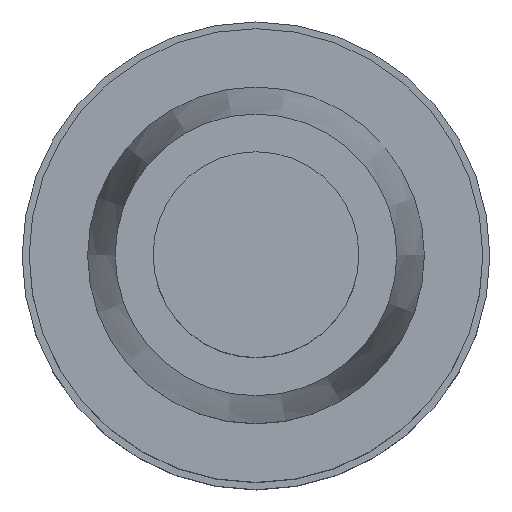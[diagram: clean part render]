
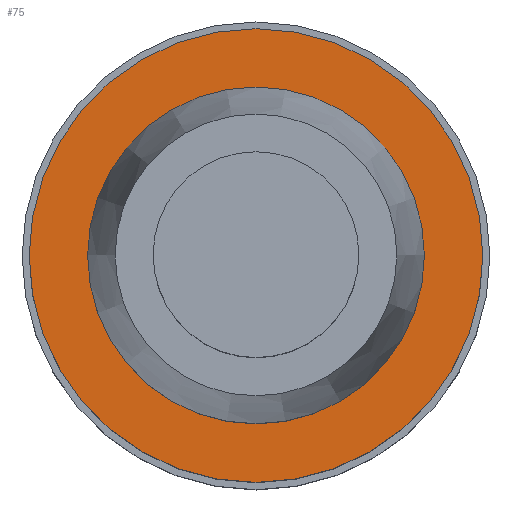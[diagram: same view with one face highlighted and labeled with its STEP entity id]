
A CAD part, top view. The second image highlights one B-rep face of the part: STEP entity #75.
In plain terms, the highlighted planar face has unit normal (0, 0, 1).
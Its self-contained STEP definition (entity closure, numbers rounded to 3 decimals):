
#60=FACE_BOUND('',#97,.T.);
#61=FACE_BOUND('',#98,.T.);
#75=ADVANCED_FACE('',(#60,#61),#83,.T.);
#83=PLANE('',#199);
#97=EDGE_LOOP('',(#115));
#98=EDGE_LOOP('',(#116));
#115=ORIENTED_EDGE('',*,*,#138,.F.);
#116=ORIENTED_EDGE('',*,*,#139,.T.);
#129=VERTEX_POINT('',#285);
#130=VERTEX_POINT('',#289);
#138=EDGE_CURVE('',#129,#129,#147,.T.);
#139=EDGE_CURVE('',#130,#130,#148,.T.);
#147=CIRCLE('',#195,4.85);
#148=CIRCLE('',#198,3.6);
#195=AXIS2_PLACEMENT_3D('',#284,#229,#230);
#198=AXIS2_PLACEMENT_3D('',#288,#235,#236);
#199=AXIS2_PLACEMENT_3D('',#290,#237,#238);
#229=DIRECTION('',(0.,0.,-1.));
#230=DIRECTION('',(-1.,0.,0.));
#235=DIRECTION('',(0.,0.,-1.));
#236=DIRECTION('',(-1.,0.,0.));
#237=DIRECTION('',(0.,0.,1.));
#238=DIRECTION('',(1.,0.,0.));
#284=CARTESIAN_POINT('',(0.,0.,0.));
#285=CARTESIAN_POINT('',(-4.85,0.,0.));
#288=CARTESIAN_POINT('',(0.,0.,0.));
#289=CARTESIAN_POINT('',(-3.6,0.,0.));
#290=CARTESIAN_POINT('',(-4.851,-4.851,0.));
